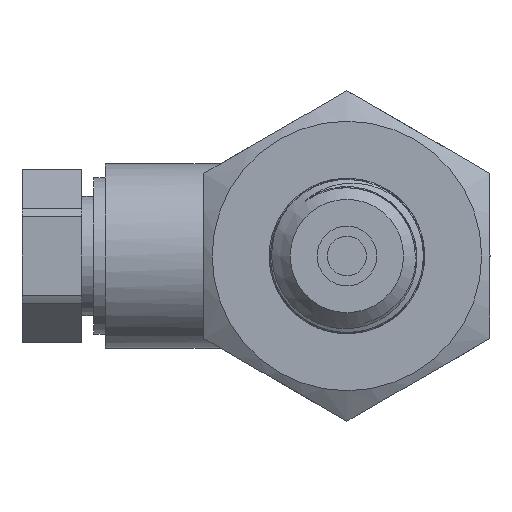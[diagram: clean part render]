
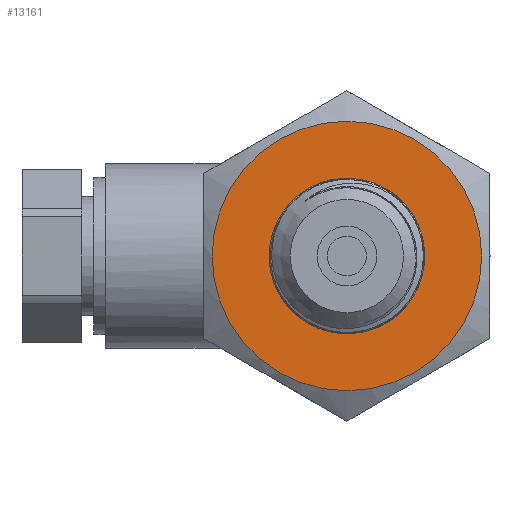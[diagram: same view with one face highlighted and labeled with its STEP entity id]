
A CAD part, left-side view. The second image highlights one B-rep face of the part: STEP entity #13161.
In plain terms, the highlighted planar face has unit normal (-1, 0, 0).
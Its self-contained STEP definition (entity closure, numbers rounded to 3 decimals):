
#462=FACE_BOUND('',#1851,.T.);
#544=PLANE('',#13804);
#1080=FACE_OUTER_BOUND('',#1850,.T.);
#1850=EDGE_LOOP('',(#10552));
#1851=EDGE_LOOP('',(#10553));
#2357=CIRCLE('',#13783,11.3);
#2362=CIRCLE('',#13800,6.5);
#5852=VERTEX_POINT('',#24425);
#5870=VERTEX_POINT('',#27948);
#7516=EDGE_CURVE('',#5852,#5852,#2357,.T.);
#7550=EDGE_CURVE('',#5870,#5870,#2362,.T.);
#10552=ORIENTED_EDGE('',*,*,#7516,.T.);
#10553=ORIENTED_EDGE('',*,*,#7550,.T.);
#13161=ADVANCED_FACE('',(#1080,#462),#544,.T.);
#13783=AXIS2_PLACEMENT_3D('',#24427,#15081,#15082);
#13800=AXIS2_PLACEMENT_3D('',#27949,#15123,#15124);
#13804=AXIS2_PLACEMENT_3D('',#27955,#15131,#15132);
#15081=DIRECTION('center_axis',(-1.,0.,0.));
#15082=DIRECTION('ref_axis',(0.,1.,0.));
#15123=DIRECTION('center_axis',(1.,0.,0.));
#15124=DIRECTION('ref_axis',(0.,0.,-1.));
#15131=DIRECTION('center_axis',(-1.,0.,0.));
#15132=DIRECTION('ref_axis',(0.,0.,1.));
#24425=CARTESIAN_POINT('',(15.,-11.3,0.));
#24427=CARTESIAN_POINT('Origin',(15.,0.,0.));
#27948=CARTESIAN_POINT('',(15.,0.,6.5));
#27949=CARTESIAN_POINT('Origin',(15.,0.,0.));
#27955=CARTESIAN_POINT('Origin',(15.,12.,0.));
